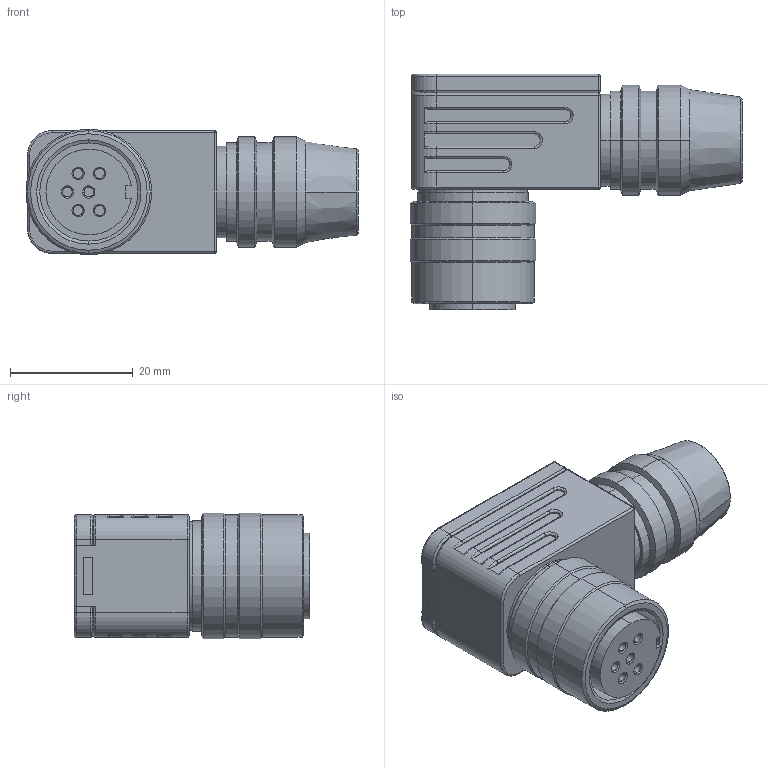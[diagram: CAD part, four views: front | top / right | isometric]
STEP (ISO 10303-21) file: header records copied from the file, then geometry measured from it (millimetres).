
FILE_DESCRIPTION (( 'STEP AP214' ), '1' );
FILE_NAME ('220-CON6-AIR90.STEP', '2014-11-18T10:11:17', ( 'allectra' ), ( 'Microsoft' ), 'SwSTEP 2.0', 'SolidWorks 2014', '' );
FILE_SCHEMA (( 'AUTOMOTIVE_DESIGN' ));
Length unit declared in the file: millimetre
Products named in the file (1): 220-CON6-AIR90
Bounding box: 54.15 x 38.4 x 20.5 mm (x, y, z)
Volume: 20700.2 mm3; surface area: 7770.6 mm2
Topology: 1 solids, 2 shells, 245 faces, 589 edges, 354 vertices
Faces by surface type: cylinder 96, plane 76, bspline 37, cone 36
Entity records: 10536 total; most frequent: CARTESIAN_POINT 2217, DIRECTION 1202, ORIENTED_EDGE 1162, EDGE_CURVE 581, AXIS2_PLACEMENT_3D 457, VERTEX_POINT 354, LINE 288, VECTOR 288
